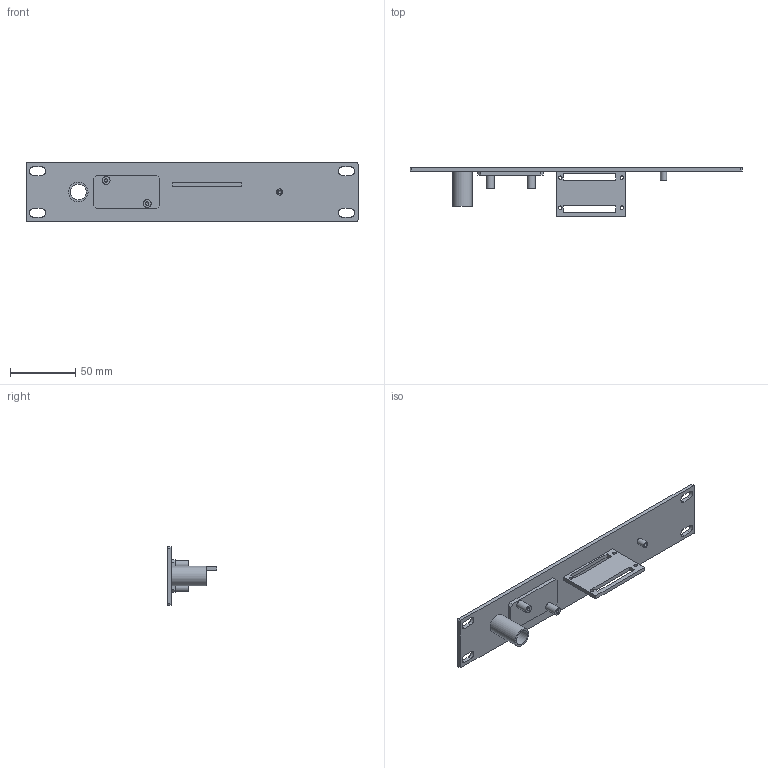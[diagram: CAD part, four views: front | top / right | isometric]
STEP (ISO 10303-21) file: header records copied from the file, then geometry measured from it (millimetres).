
FILE_DESCRIPTION(/* description */ ('STEP AP242 Edition 2','CAx-IF Rec.Pracs.---Representation and Presentation of Product Manufacturing Information (PMI)---4.0---2014-10-13','CAx-IF Rec.Pracs.---3D Tessellated Geometry---0.4---2014-09-14','2;1','CAx-IF Rec.Pracs.---User Defined Attributes---1.5---2016-08-15'),/* implementation_level */ '2;1');
FILE_NAME(/* name */ '69868d35ddd392090bf92646',/* time_stamp */ '2026-02-07T00:54:13Z',/* author */ (''),/* organization */ (''),/* preprocessor_version */ 'ST-DEVELOPER v20',/* originating_system */ 'ONSHAPE BY PTC INC, 1.210',/* authorisation */ ' ');
FILE_SCHEMA (('AP242_MANAGED_MODEL_BASED_3D_ENGINEERING_MIM_LF { 1 0 10303 442 3 1 4 }'));
Length unit declared in the file: metre
Products named in the file (1): Mount
Bounding box: 254 x 38 x 44.5 mm (x, y, z)
Volume: 42949.7 mm3; surface area: 31118.4 mm2
Topology: 1 solids, 1 shells, 67 faces, 183 edges, 124 vertices
Faces by surface type: plane 40, cylinder 24, cone 3
Full cylindrical faces by diameter (mm): 2.65 x7, 4.75 x1, 6 x2, 12 x1, 15 x1
Entity records: 2028 total; most frequent: DIRECTION 340, CARTESIAN_POINT 339, ORIENTED_EDGE 312, EDGE_CURVE 156, AXIS2_PLACEMENT_3D 116, VERTEX_POINT 115, FACE_BOUND 113, EDGE_LOOP 110
